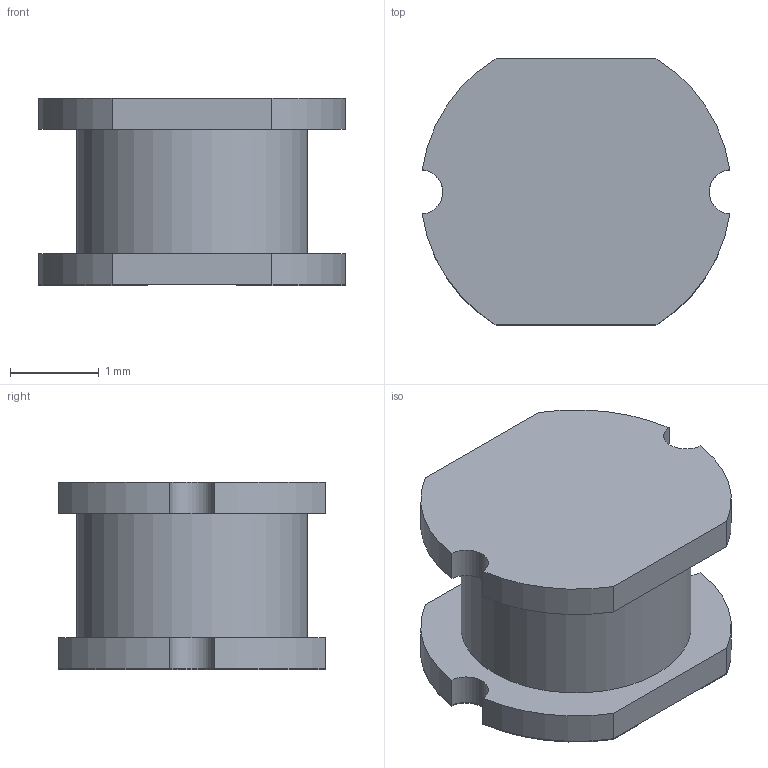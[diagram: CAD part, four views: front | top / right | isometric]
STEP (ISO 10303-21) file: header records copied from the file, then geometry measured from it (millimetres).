
FILE_DESCRIPTION(('FreeCAD Model'),'2;1');
FILE_NAME('Open CASCADE Shape Model','2021-03-31T09:22:15',( 'kicad StepUp'),('ksu MCAD'),'Open CASCADE STEP processor 7.5', 'FreeCAD','Unknown');
FILE_SCHEMA(('AUTOMOTIVE_DESIGN { 1 0 10303 214 1 1 1 1 }'));
Length unit declared in the file: millimetre
Products named in the file (1): L_3.5mmx3.0mm_SMD_sp
Bounding box: 3.46 x 3 x 2.11 mm (x, y, z)
Volume: 13.7 mm3; surface area: 83.1 mm2
Topology: 4 solids, 4 shells, 41 faces, 93 edges, 62 vertices
Faces by surface type: cylinder 21, plane 20
Full cylindrical faces by diameter (mm): 1.6 x2, 2.6 x1
Entity records: 2736 total; most frequent: CARTESIAN_POINT 461, DIRECTION 382, ORIENTED_EDGE 186, PCURVE 186, DEFINITIONAL_REPRESENTATION 186, LINE 183, VECTOR 183, EDGE_CURVE 93
